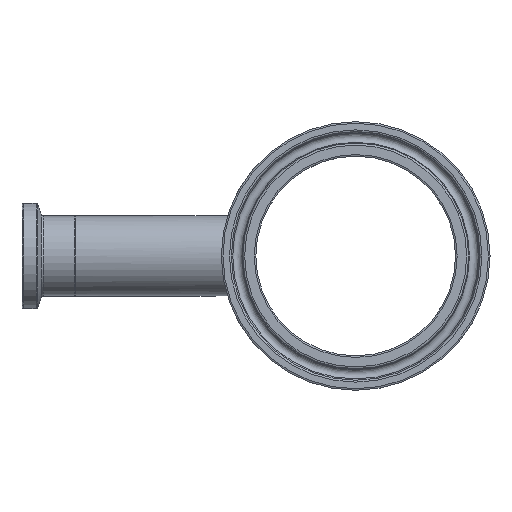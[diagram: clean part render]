
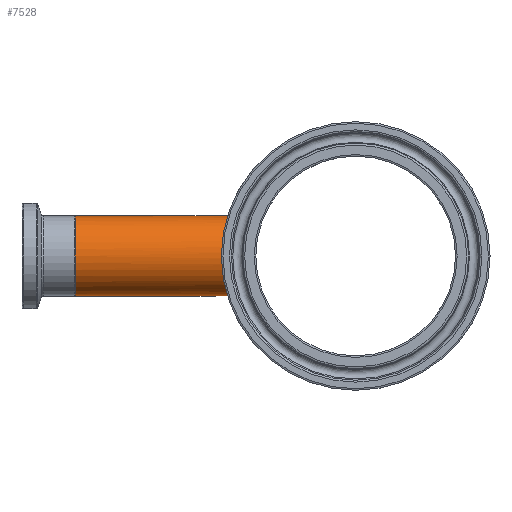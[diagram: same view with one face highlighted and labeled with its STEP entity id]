
A CAD part, left-side view. The second image highlights one B-rep face of the part: STEP entity #7528.
In plain terms, the highlighted cylindrical face has radius 9.525 mm (diameter 19.05 mm), a full revolution.
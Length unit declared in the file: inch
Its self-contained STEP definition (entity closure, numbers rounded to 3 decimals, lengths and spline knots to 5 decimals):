
#190=FACE_BOUND('',#1482,.T.);
#963=FACE_OUTER_BOUND('',#1481,.T.);
#1481=EDGE_LOOP('',(#6942));
#1482=EDGE_LOOP('',(#6943));
#2618=CIRCLE('',#7940,0.375);
#3008=B_SPLINE_CURVE_WITH_KNOTS('',3,(#16311,#16312,#16313,#16314,#16315,
#16316,#16317,#16318,#16319,#16320,#16321,#16322,#16323,#16324,#16325,#16326,
#16327,#16328,#16329,#16330,#16331,#16332),.UNSPECIFIED.,.T.,.F.,(4,3,1,
1,1,1,1,1,1,1,1,1,1,1,1,1,1,4),(-0.00004,0.,0.41448,
0.82896,1.24344,1.65791,2.07239,2.48687,
2.76319,3.31583,3.73031,4.14478,4.2484,
4.55926,4.97374,5.38822,5.69908,5.80266),
 .UNSPECIFIED.);
#3702=VERTEX_POINT('',#16104);
#3739=VERTEX_POINT('',#16309);
#4773=EDGE_CURVE('',#3702,#3702,#2618,.T.);
#4811=EDGE_CURVE('',#3739,#3739,#3008,.T.);
#6942=ORIENTED_EDGE('',*,*,#4773,.T.);
#6943=ORIENTED_EDGE('',*,*,#4811,.F.);
#7005=CYLINDRICAL_SURFACE('',#8014,0.375);
#7528=ADVANCED_FACE('',(#963,#190),#7005,.T.);
#7940=AXIS2_PLACEMENT_3D('',#16105,#9321,#9322);
#8014=AXIS2_PLACEMENT_3D('',#16333,#9469,#9470);
#9321=DIRECTION('center_axis',(0.,-1.,0.));
#9322=DIRECTION('ref_axis',(1.,0.,0.));
#9469=DIRECTION('center_axis',(0.,-1.,0.));
#9470=DIRECTION('ref_axis',(1.,0.,0.));
#16104=CARTESIAN_POINT('',(-0.375,2.625,0.));
#16105=CARTESIAN_POINT('Origin',(0.,2.625,0.));
#16309=CARTESIAN_POINT('',(0.,0.96825,0.375));
#16311=CARTESIAN_POINT('Ctrl Pts',(0.,0.9682,
0.37503));
#16312=CARTESIAN_POINT('Ctrl Pts',(-0.00001,0.9682,
0.37503));
#16313=CARTESIAN_POINT('Ctrl Pts',(-0.00001,0.9682,
0.37503));
#16314=CARTESIAN_POINT('Ctrl Pts',(-0.00002,0.9682,
0.37503));
#16315=CARTESIAN_POINT('Ctrl Pts',(-0.05676,0.96824,
0.375));
#16316=CARTESIAN_POINT('Ctrl Pts',(-0.1698,0.98291,
0.34854));
#16317=CARTESIAN_POINT('Ctrl Pts',(-0.30221,1.02846,
0.24234));
#16318=CARTESIAN_POINT('Ctrl Pts',(-0.37809,1.06383,0.08779));
#16319=CARTESIAN_POINT('Ctrl Pts',(-0.37811,1.06402,-0.08779));
#16320=CARTESIAN_POINT('Ctrl Pts',(-0.30221,1.0282,
-0.24246));
#16321=CARTESIAN_POINT('Ctrl Pts',(-0.18457,0.9885,
-0.33641));
#16322=CARTESIAN_POINT('Ctrl Pts',(-0.021,0.96088,
-0.38826));
#16323=CARTESIAN_POINT('Ctrl Pts',(0.15521,0.97728,
-0.3607));
#16324=CARTESIAN_POINT('Ctrl Pts',(0.30224,1.0288,-0.24209));
#16325=CARTESIAN_POINT('Ctrl Pts',(0.35903,1.05478,-0.12655));
#16326=CARTESIAN_POINT('Ctrl Pts',(0.3782,1.06406,-0.01459));
#16327=CARTESIAN_POINT('Ctrl Pts',(0.37165,1.06079,0.10064));
#16328=CARTESIAN_POINT('Ctrl Pts',(0.30233,1.02852,0.24243));
#16329=CARTESIAN_POINT('Ctrl Pts',(0.18073,0.98675,
0.33961));
#16330=CARTESIAN_POINT('Ctrl Pts',(0.07098,0.96998,
0.37177));
#16331=CARTESIAN_POINT('Ctrl Pts',(0.01418,0.96819,
0.37504));
#16332=CARTESIAN_POINT('Ctrl Pts',(0.,0.9682,
0.37503));
#16333=CARTESIAN_POINT('Origin',(0.,2.625,0.));
